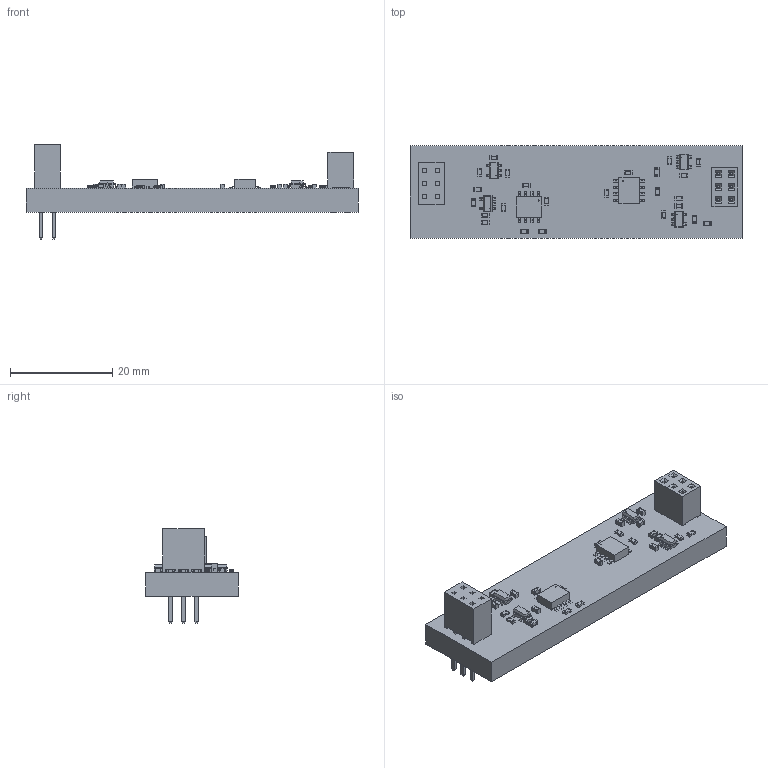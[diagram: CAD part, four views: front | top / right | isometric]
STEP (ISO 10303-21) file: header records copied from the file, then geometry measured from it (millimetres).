
FILE_DESCRIPTION(('KiCad electronic assembly'),'2;1');
FILE_NAME('psu.step','2022-10-07T15:21:50',('Pcbnew'),('Kicad'), 'Open CASCADE STEP processor 7.6','KiCad to STEP converter','Unknown' );
FILE_SCHEMA(('AUTOMOTIVE_DESIGN { 1 0 10303 214 1 1 1 1 }'));
Length unit declared in the file: millimetre
Products named in the file (14): psu 1; C_0603_1608Metric; SOLID; DBV5; COMPOUND; R_0603_1608Metric; 21-0041B_8_MXM; PinSocket_2x03_P2.54mm_Vertical; SSQ-103-03-G-D; psu PCB
Assembly tree (39 placements, depth 3):
  psu 1
    C_0603_1608Metric  x16
      SOLID
    DBV5  x4
      COMPOUND
    R_0603_1608Metric  x8
      SOLID
    21-0041B_8_MXM  x2
      COMPOUND
    PinSocket_2x03_P2.54mm_Vertical
      SOLID
    SSQ-103-03-G-D
      COMPOUND
    psu PCB
Bounding box: 65 x 18.1 x 18.52 mm (x, y, z)
Volume: 6144.8 mm3; surface area: 4763.5 mm2
Topology: 52 solids, 388 shells, 1562 faces, 4806 edges, 3740 vertices
Faces by surface type: bspline 1544, cylinder 12, plane 6
Full cylindrical faces by diameter (mm): 1 x12
Entity records: 38087 total; most frequent: CARTESIAN_POINT 13726, B_SPLINE_CURVE_WITH_KNOTS 4174, ORIENTED_EDGE 2964, PCURVE 2964, DEFINITIONAL_REPRESENTATION 2964, EDGE_CURVE 1690, SURFACE_CURVE 1676, VERTEX_POINT 1256
